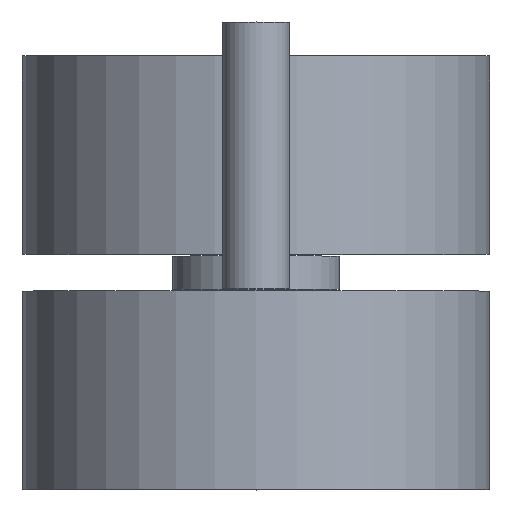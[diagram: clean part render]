
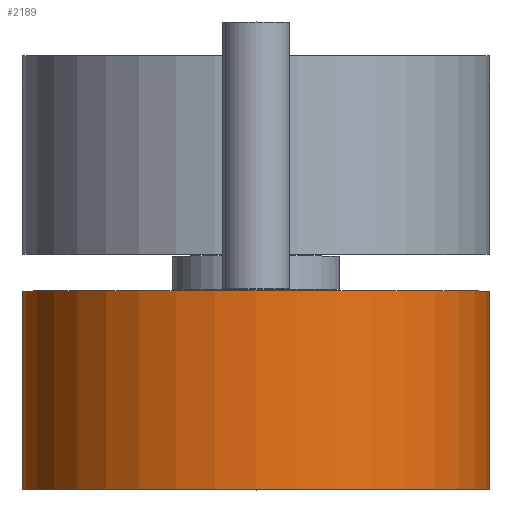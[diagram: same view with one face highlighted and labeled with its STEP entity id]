
A CAD part, top view. The second image highlights one B-rep face of the part: STEP entity #2189.
In plain terms, the highlighted cylindrical face has radius 14 mm (diameter 28 mm), a full revolution.
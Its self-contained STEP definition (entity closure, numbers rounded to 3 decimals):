
#2125=CARTESIAN_POINT('',(0.,6.9,-14.));
#2126=VERTEX_POINT('',#2125);
#2127=CARTESIAN_POINT('',(0.,6.9,0.));
#2128=DIRECTION('',(-0.,1.,-0.));
#2129=DIRECTION('',(0.,0.,-1.));
#2130=AXIS2_PLACEMENT_3D('',#2127,#2128,#2129);
#2131=CIRCLE('',#2130,14.);
#2132=EDGE_CURVE('',#2126,#2126,#2131,.T.);
#2165=CARTESIAN_POINT('',(0.,6.9,0.));
#2166=DIRECTION('',(0.,-1.,0.));
#2167=DIRECTION('',(0.,0.,-1.));
#2168=AXIS2_PLACEMENT_3D('',#2165,#2166,#2167);
#2169=CYLINDRICAL_SURFACE('',#2168,14.);
#2170=CARTESIAN_POINT('',(0.,-5.,-14.));
#2171=VERTEX_POINT('',#2170);
#2172=CARTESIAN_POINT('',(0.,-5.,-14.));
#2173=DIRECTION('',(-0.,1.,-0.));
#2174=VECTOR('',#2173,11.9);
#2175=LINE('',#2172,#2174);
#2176=EDGE_CURVE('',#2171,#2126,#2175,.T.);
#2177=ORIENTED_EDGE('',*,*,#2176,.T.);
#2178=ORIENTED_EDGE('',*,*,#2132,.F.);
#2179=ORIENTED_EDGE('',*,*,#2176,.F.);
#2180=CARTESIAN_POINT('',(0.,-5.,0.));
#2181=DIRECTION('',(-0.,1.,-0.));
#2182=DIRECTION('',(0.,0.,-1.));
#2183=AXIS2_PLACEMENT_3D('',#2180,#2181,#2182);
#2184=CIRCLE('',#2183,14.);
#2185=EDGE_CURVE('',#2171,#2171,#2184,.T.);
#2186=ORIENTED_EDGE('',*,*,#2185,.T.);
#2187=EDGE_LOOP('',(#2177,#2178,#2179,#2186));
#2188=FACE_BOUND('',#2187,.T.);
#2189=ADVANCED_FACE('',(#2188),#2169,.T.);
